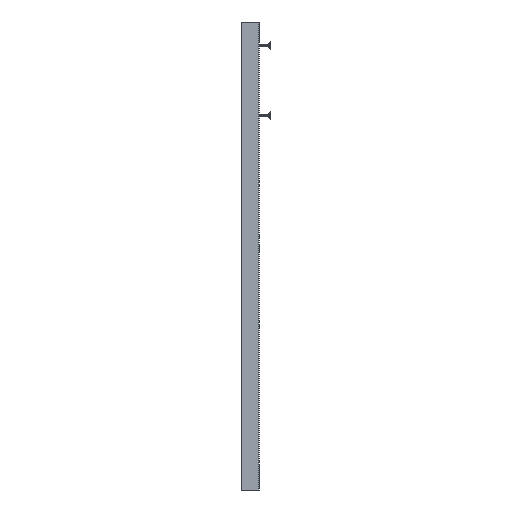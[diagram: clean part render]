
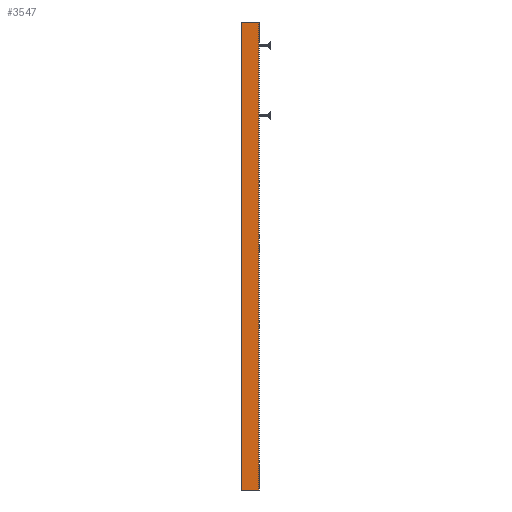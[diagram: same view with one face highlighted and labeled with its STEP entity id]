
A CAD part, left-side view. The second image highlights one B-rep face of the part: STEP entity #3547.
In plain terms, the highlighted planar face has unit normal (-1, 0, 0).
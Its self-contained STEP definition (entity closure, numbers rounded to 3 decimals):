
#1398=DIRECTION('',(0.,0.,1.));
#1399=VECTOR('',#1398,2000.);
#1400=CARTESIAN_POINT('',(-200.,3.,-1000.));
#1401=LINE('',#1400,#1399);
#1412=DIRECTION('',(0.,-0.707,0.707));
#1413=VECTOR('',#1412,2.828);
#1414=CARTESIAN_POINT('',(-200.,78.,998.));
#1415=LINE('',#1414,#1413);
#1419=DIRECTION('',(0.,-1.,0.));
#1420=VECTOR('',#1419,73.);
#1421=CARTESIAN_POINT('',(-200.,76.,1000.));
#1422=LINE('',#1421,#1420);
#1426=DIRECTION('',(0.,0.707,0.707));
#1427=VECTOR('',#1426,2.828);
#1428=CARTESIAN_POINT('',(-200.,76.,-1000.));
#1429=LINE('',#1428,#1427);
#1440=DIRECTION('',(0.,0.,-1.));
#1441=VECTOR('',#1440,1996.);
#1442=CARTESIAN_POINT('',(-200.,78.,998.));
#1443=LINE('',#1442,#1441);
#1461=DIRECTION('',(0.,-1.,0.));
#1462=VECTOR('',#1461,73.);
#1463=CARTESIAN_POINT('',(-200.,76.,-1000.));
#1464=LINE('',#1463,#1462);
#2810=CARTESIAN_POINT('',(-200.,3.,-1000.));
#2811=VERTEX_POINT('',#2810);
#2814=CARTESIAN_POINT('',(-200.,3.,1000.));
#2815=VERTEX_POINT('',#2814);
#2816=CARTESIAN_POINT('',(-200.,78.,998.));
#2817=CARTESIAN_POINT('',(-200.,76.,1000.));
#2818=VERTEX_POINT('',#2816);
#2819=VERTEX_POINT('',#2817);
#2820=CARTESIAN_POINT('',(-200.,76.,-1000.));
#2821=VERTEX_POINT('',#2820);
#2822=CARTESIAN_POINT('',(-200.,78.,-998.));
#2823=VERTEX_POINT('',#2822);
#3529=CARTESIAN_POINT('',(-200.,3.,-1000.));
#3530=DIRECTION('',(1.,0.,0.));
#3531=DIRECTION('',(0.,1.,0.));
#3532=AXIS2_PLACEMENT_3D('',#3529,#3530,#3531);
#3533=PLANE('',#3532);
#3535=ORIENTED_EDGE('',*,*,#3534,.T.);
#3537=ORIENTED_EDGE('',*,*,#3536,.T.);
#3538=ORIENTED_EDGE('',*,*,#3521,.F.);
#3540=ORIENTED_EDGE('',*,*,#3539,.F.);
#3542=ORIENTED_EDGE('',*,*,#3541,.T.);
#3544=ORIENTED_EDGE('',*,*,#3543,.F.);
#3545=EDGE_LOOP('',(#3535,#3537,#3538,#3540,#3542,#3544));
#3546=FACE_OUTER_BOUND('',#3545,.F.);
#3521=EDGE_CURVE('',#2811,#2815,#1401,.T.);
#3534=EDGE_CURVE('',#2818,#2819,#1415,.T.);
#3536=EDGE_CURVE('',#2819,#2815,#1422,.T.);
#3539=EDGE_CURVE('',#2821,#2811,#1464,.T.);
#3541=EDGE_CURVE('',#2821,#2823,#1429,.T.);
#3543=EDGE_CURVE('',#2818,#2823,#1443,.T.);
#3547=ADVANCED_FACE('',(#3546),#3533,.F.);
